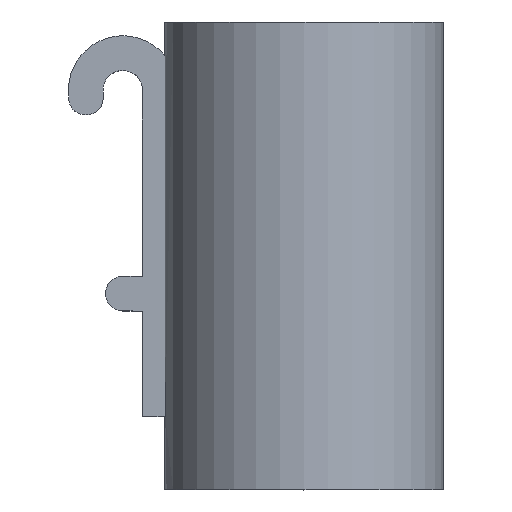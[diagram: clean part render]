
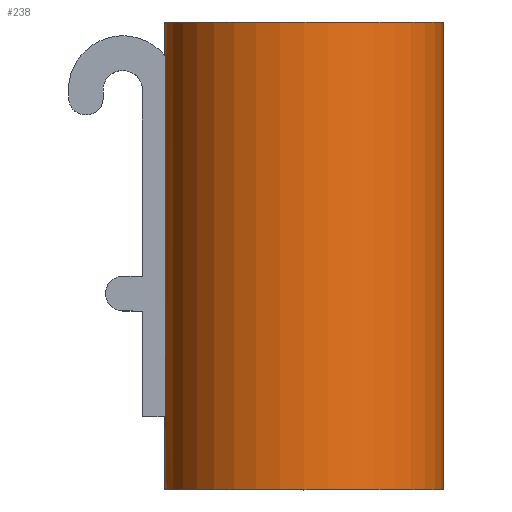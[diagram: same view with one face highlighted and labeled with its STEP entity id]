
A CAD part, top view. The second image highlights one B-rep face of the part: STEP entity #238.
In plain terms, the highlighted cylindrical face has radius 18.5 mm (diameter 37 mm), a full revolution.
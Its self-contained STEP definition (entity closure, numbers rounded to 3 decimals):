
#31=FACE_OUTER_BOUND('',#45,.T.);
#45=EDGE_LOOP('',(#169,#170,#171,#172,#173,#174,#175,#176,#177,#178,#179,
#180));
#60=B_SPLINE_CURVE_WITH_KNOTS('',3,(#366,#367,#368,#369,#370,#371,#372,
#373,#374,#375,#376,#377,#378),.UNSPECIFIED.,.F.,.F.,(4,3,3,3,4),(-0.401,
-0.345,-0.289,-0.233,-0.201),
 .UNSPECIFIED.);
#61=B_SPLINE_CURVE_WITH_KNOTS('',3,(#390,#391,#392,#393,#394,#395,#396,
#397,#398,#399,#400,#401,#402,#403,#404,#405),.UNSPECIFIED.,.F.,.F.,(4,
3,3,3,3,4),(-0.201,-0.201,-0.144,-0.088,
-0.033,0.),.UNSPECIFIED.);
#64=LINE('',#364,#85);
#65=LINE('',#380,#86);
#66=LINE('',#384,#87);
#67=LINE('',#389,#88);
#85=VECTOR('',#297,18.5);
#86=VECTOR('',#298,10.);
#87=VECTOR('',#301,18.5);
#88=VECTOR('',#306,10.);
#106=CIRCLE('',#268,18.5);
#107=CIRCLE('',#269,18.5);
#108=CIRCLE('',#270,18.5);
#109=CIRCLE('',#271,18.5);
#114=VERTEX_POINT('',#361);
#115=VERTEX_POINT('',#363);
#116=VERTEX_POINT('',#365);
#117=VERTEX_POINT('',#379);
#118=VERTEX_POINT('',#381);
#119=VERTEX_POINT('',#383);
#120=VERTEX_POINT('',#386);
#121=VERTEX_POINT('',#388);
#136=EDGE_CURVE('',#114,#114,#106,.T.);
#137=EDGE_CURVE('',#114,#115,#64,.T.);
#138=EDGE_CURVE('',#116,#115,#60,.T.);
#139=EDGE_CURVE('',#117,#116,#65,.T.);
#140=EDGE_CURVE('',#118,#117,#107,.T.);
#141=EDGE_CURVE('',#118,#119,#66,.T.);
#142=EDGE_CURVE('',#119,#119,#108,.T.);
#143=EDGE_CURVE('',#120,#118,#109,.T.);
#144=EDGE_CURVE('',#121,#120,#67,.T.);
#145=EDGE_CURVE('',#115,#121,#61,.T.);
#169=ORIENTED_EDGE('',*,*,#136,.F.);
#170=ORIENTED_EDGE('',*,*,#137,.T.);
#171=ORIENTED_EDGE('',*,*,#138,.F.);
#172=ORIENTED_EDGE('',*,*,#139,.F.);
#173=ORIENTED_EDGE('',*,*,#140,.F.);
#174=ORIENTED_EDGE('',*,*,#141,.T.);
#175=ORIENTED_EDGE('',*,*,#142,.T.);
#176=ORIENTED_EDGE('',*,*,#141,.F.);
#177=ORIENTED_EDGE('',*,*,#143,.F.);
#178=ORIENTED_EDGE('',*,*,#144,.F.);
#179=ORIENTED_EDGE('',*,*,#145,.F.);
#180=ORIENTED_EDGE('',*,*,#137,.F.);
#235=CYLINDRICAL_SURFACE('',#267,18.5);
#238=ADVANCED_FACE('',(#31),#235,.T.);
#267=AXIS2_PLACEMENT_3D('',#360,#293,#294);
#268=AXIS2_PLACEMENT_3D('',#362,#295,#296);
#269=AXIS2_PLACEMENT_3D('',#382,#299,#300);
#270=AXIS2_PLACEMENT_3D('',#385,#302,#303);
#271=AXIS2_PLACEMENT_3D('',#387,#304,#305);
#293=DIRECTION('center_axis',(0.,1.,0.));
#294=DIRECTION('ref_axis',(1.,0.,0.));
#295=DIRECTION('center_axis',(0.,1.,0.));
#296=DIRECTION('ref_axis',(1.,0.,0.));
#297=DIRECTION('',(0.,-1.,0.));
#298=DIRECTION('',(0.,1.,0.));
#299=DIRECTION('center_axis',(0.,1.,0.));
#300=DIRECTION('ref_axis',(1.,0.,0.));
#301=DIRECTION('',(0.,-1.,0.));
#302=DIRECTION('center_axis',(0.,1.,0.));
#303=DIRECTION('ref_axis',(1.,0.,0.));
#304=DIRECTION('center_axis',(0.,1.,0.));
#305=DIRECTION('ref_axis',(1.,0.,0.));
#306=DIRECTION('',(0.,-1.,0.));
#360=CARTESIAN_POINT('Origin',(128.032,11.,-2.011));
#361=CARTESIAN_POINT('',(109.532,73.,-2.011));
#362=CARTESIAN_POINT('Origin',(128.032,73.,-2.011));
#363=CARTESIAN_POINT('',(109.532,68.603,-2.011));
#364=CARTESIAN_POINT('',(109.532,11.,-2.011));
#365=CARTESIAN_POINT('',(109.64,68.47,-0.019));
#366=CARTESIAN_POINT('Ctrl Pts',(109.64,68.47,-0.019));
#367=CARTESIAN_POINT('Ctrl Pts',(109.62,68.495,-0.202));
#368=CARTESIAN_POINT('Ctrl Pts',(109.603,68.516,-0.386));
#369=CARTESIAN_POINT('Ctrl Pts',(109.589,68.534,-0.571));
#370=CARTESIAN_POINT('Ctrl Pts',(109.574,68.552,-0.756));
#371=CARTESIAN_POINT('Ctrl Pts',(109.562,68.566,-0.942));
#372=CARTESIAN_POINT('Ctrl Pts',(109.553,68.577,-1.129));
#373=CARTESIAN_POINT('Ctrl Pts',(109.545,68.588,-1.316));
#374=CARTESIAN_POINT('Ctrl Pts',(109.538,68.595,-1.504));
#375=CARTESIAN_POINT('Ctrl Pts',(109.535,68.599,-1.692));
#376=CARTESIAN_POINT('Ctrl Pts',(109.533,68.602,-1.799));
#377=CARTESIAN_POINT('Ctrl Pts',(109.532,68.603,-1.905));
#378=CARTESIAN_POINT('Ctrl Pts',(109.532,68.603,-2.011));
#379=CARTESIAN_POINT('',(109.64,20.701,-0.019));
#380=CARTESIAN_POINT('',(109.64,11.,-0.019));
#381=CARTESIAN_POINT('',(109.532,20.701,-2.011));
#382=CARTESIAN_POINT('Origin',(128.032,20.7,-2.011));
#383=CARTESIAN_POINT('',(109.532,11.,-2.011));
#384=CARTESIAN_POINT('',(109.532,11.,-2.011));
#385=CARTESIAN_POINT('Origin',(128.032,11.,-2.011));
#386=CARTESIAN_POINT('',(109.642,20.701,-4.019));
#387=CARTESIAN_POINT('Origin',(128.032,20.7,-2.011));
#388=CARTESIAN_POINT('',(109.642,68.467,-4.019));
#389=CARTESIAN_POINT('',(109.642,11.,-4.019));
#390=CARTESIAN_POINT('Ctrl Pts',(109.532,68.603,-2.011));
#391=CARTESIAN_POINT('Ctrl Pts',(109.532,68.603,-2.014));
#392=CARTESIAN_POINT('Ctrl Pts',(109.532,68.603,-2.017));
#393=CARTESIAN_POINT('Ctrl Pts',(109.532,68.603,-2.02));
#394=CARTESIAN_POINT('Ctrl Pts',(109.533,68.603,-2.207));
#395=CARTESIAN_POINT('Ctrl Pts',(109.535,68.599,-2.395));
#396=CARTESIAN_POINT('Ctrl Pts',(109.541,68.592,-2.583));
#397=CARTESIAN_POINT('Ctrl Pts',(109.547,68.585,-2.77));
#398=CARTESIAN_POINT('Ctrl Pts',(109.556,68.575,-2.957));
#399=CARTESIAN_POINT('Ctrl Pts',(109.567,68.561,-3.143));
#400=CARTESIAN_POINT('Ctrl Pts',(109.578,68.547,-3.328));
#401=CARTESIAN_POINT('Ctrl Pts',(109.593,68.529,-3.513));
#402=CARTESIAN_POINT('Ctrl Pts',(109.609,68.508,-3.697));
#403=CARTESIAN_POINT('Ctrl Pts',(109.619,68.496,-3.805));
#404=CARTESIAN_POINT('Ctrl Pts',(109.63,68.482,-3.912));
#405=CARTESIAN_POINT('Ctrl Pts',(109.642,68.467,-4.019));
